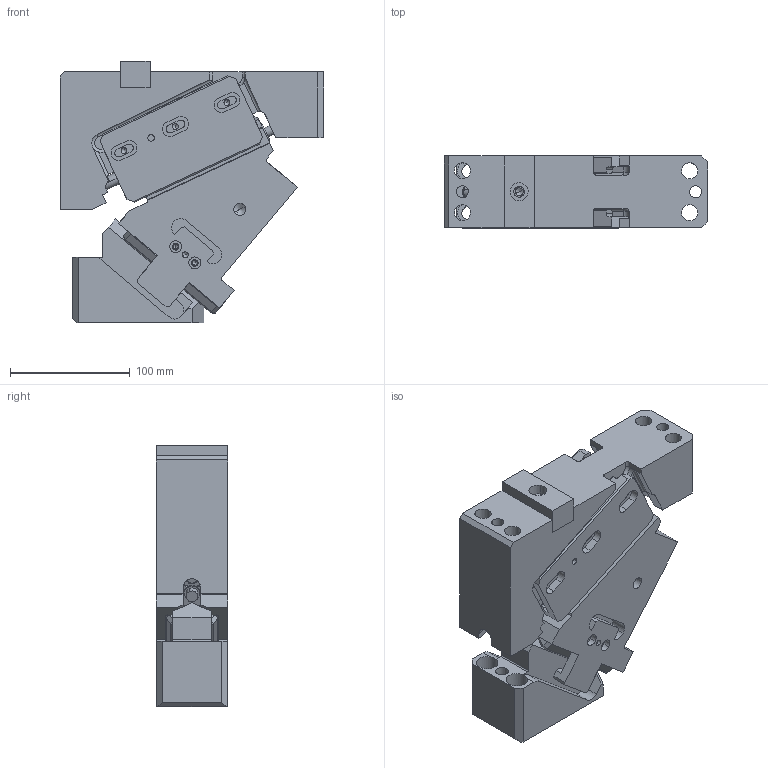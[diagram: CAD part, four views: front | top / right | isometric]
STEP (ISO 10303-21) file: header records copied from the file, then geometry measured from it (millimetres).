
FILE_DESCRIPTION(('CATIA V5 STEP Exchange','CAx-IF Rec.Pracs.--- Model Styling and Organization---1.4--- 2014-01-23'),'2;1');
FILE_NAME('KS_BS_OT_0060_40__IND_07__25108_28008__ADAPTER__2015_06_26__SCHWER.stp','2017-10-27T05:26:32+00:00',('none'),('none'),'CATIA Version 5-6 Release 2016 SP3 HF35','CATIA V5 STEP AP203 WITH EXTENSIONS','none');
FILE_SCHEMA(('CONFIG_CONTROL_DESIGN','SHAPE_APPEARANCE_LAYER_MIM'));
Length unit declared in the file: millimetre
Products named in the file (1): KS_BS_OT_0060_40__IND_07__25108_28008__ADAPTER__2015_06_26__SCHWER
Bounding box: 220 x 60 x 219 mm (x, y, z)
Volume: 1711261.5 mm3; surface area: 279940.1 mm2
Topology: 4 solids, 8 shells, 883 faces, 2275 edges, 1420 vertices
Faces by surface type: plane 406, cylinder 359, cone 60, torus 56, revolution 2
Entity records: 25422 total; most frequent: CARTESIAN_POINT 5768, ORIENTED_EDGE 4436, DIRECTION 3205, EDGE_CURVE 2218, VERTEX_POINT 1416, AXIS2_PLACEMENT_3D 1313, VECTOR 1280, LINE 1280
